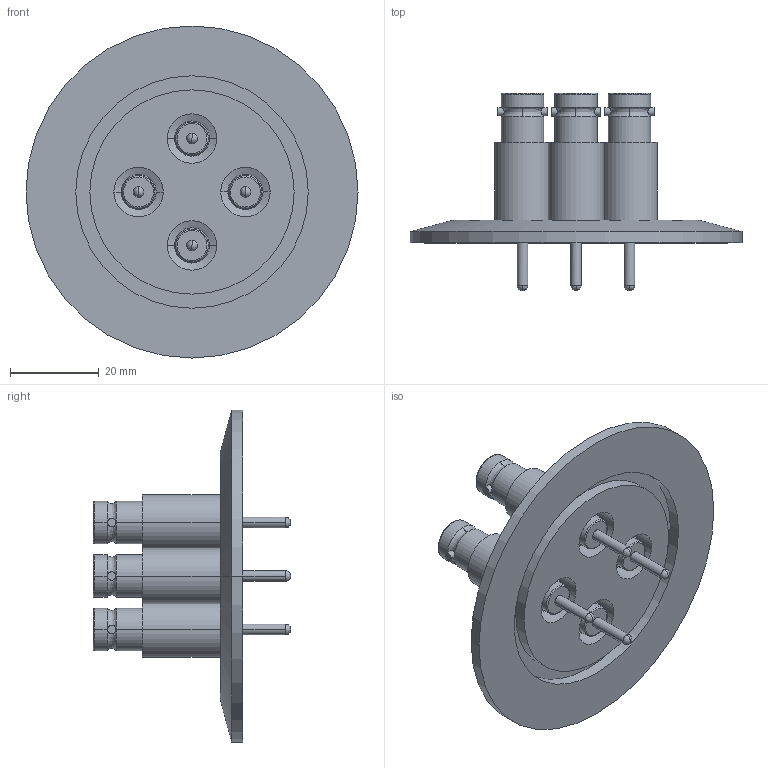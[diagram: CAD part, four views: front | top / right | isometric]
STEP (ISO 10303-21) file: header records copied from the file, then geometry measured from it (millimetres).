
FILE_DESCRIPTION (( 'STEP AP203' ), '1' );
FILE_NAME ('A0476-5-QF.STEP', '2013-08-28T12:53:02', ( '' ), ( '' ), 'SwSTEP 2.0', 'SolidWorks 2012', '' );
FILE_SCHEMA (( 'CONFIG_CONTROL_DESIGN' ));
Length unit declared in the file: inch
Products named in the file (1): A0476-5-QF
Bounding box: 74.93 x 44.6 x 74.93 mm (x, y, z)
Volume: 24276.6 mm3; surface area: 23993.2 mm2
Topology: 1 solids, 1 shells, 420 faces, 962 edges, 598 vertices
Faces by surface type: cylinder 206, plane 92, bspline 64, cone 58
Entity records: 13431 total; most frequent: CARTESIAN_POINT 3789, DIRECTION 2190, ORIENTED_EDGE 1892, EDGE_CURVE 946, AXIS2_PLACEMENT_3D 935, VERTEX_POINT 598, CIRCLE 578, EDGE_LOOP 490
